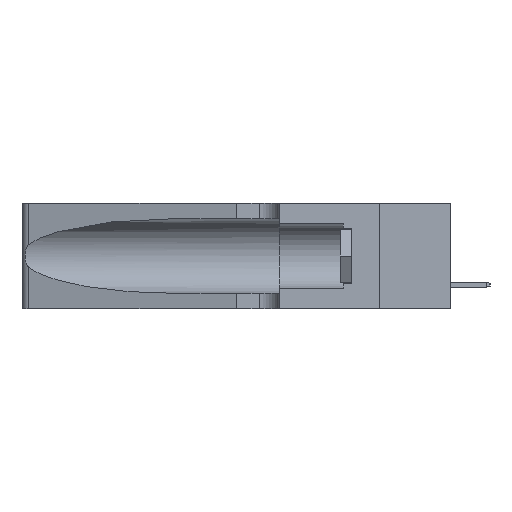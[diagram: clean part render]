
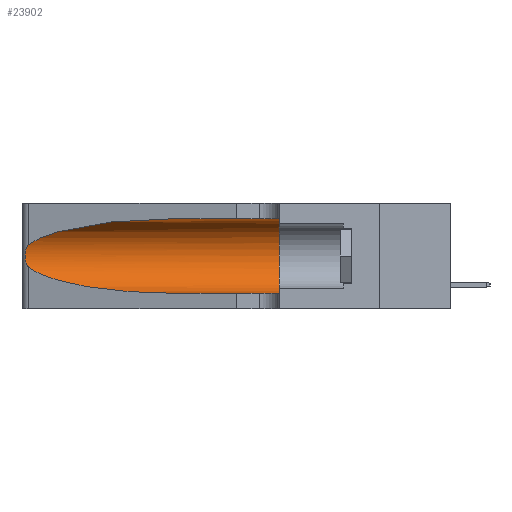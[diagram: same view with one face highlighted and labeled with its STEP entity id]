
A CAD part, left-side view. The second image highlights one B-rep face of the part: STEP entity #23902.
In plain terms, the highlighted cylindrical face has radius 3.308 mm (diameter 6.617 mm), a partial arc.
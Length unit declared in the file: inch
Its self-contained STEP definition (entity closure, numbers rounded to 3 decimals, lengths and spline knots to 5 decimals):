
#116 = CARTESIAN_POINT ( 'NONE',  ( 0.26017, 1.23833, 0.17102 ) ) ;
#475 = EDGE_CURVE ( 'NONE', #10180, #13869, #25653, .T. ) ;
#1580 = LINE ( 'NONE', #5807, #4330 ) ;
#1829 = EDGE_CURVE ( 'NONE', #20725, #27557, #14220, .T. ) ;
#2672 = ORIENTED_EDGE ( 'NONE', *, *, #16630, .T. ) ;
#2721 = FACE_OUTER_BOUND ( 'NONE', #18023, .T. ) ;
#2946 = CARTESIAN_POINT ( 'NONE',  ( 0.18966, 0.96281, 0.31525 ) ) ;
#3134 = EDGE_CURVE ( 'NONE', #19723, #23116, #18304, .T. ) ;
#3167 = DIRECTION ( 'NONE',  ( 0., 1., 0. ) ) ;
#3303 = CARTESIAN_POINT ( 'NONE',  ( 0.25487, 1.22718, 0.14631 ) ) ;
#3409 = AXIS2_PLACEMENT_3D ( 'NONE', #13646, #23857, #15463 ) ;
#4059 = CARTESIAN_POINT ( 'NONE',  ( 0.25639, 1.23184, 0.21858 ) ) ;
#4207 = CARTESIAN_POINT ( 'NONE',  ( 0.1305, 0.72297, 0.05475 ) ) ;
#4246 = CARTESIAN_POINT ( 'NONE',  ( 0.1305, 0.35, 0.31525 ) ) ;
#4330 = VECTOR ( 'NONE', #24550, 39.37008 ) ;
#4610 = CARTESIAN_POINT ( 'NONE',  ( 0.25639, 1.23186, 0.15144 ) ) ;
#4835 = ORIENTED_EDGE ( 'NONE', *, *, #24057, .F. ) ;
#5111 = CYLINDRICAL_SURFACE ( 'NONE', #3409, 0.13025 ) ;
#5807 = CARTESIAN_POINT ( 'NONE',  ( 0.1305, 1.61858, 0.31525 ) ) ;
#6360 = ORIENTED_EDGE ( 'NONE', *, *, #17350, .T. ) ;
#7630 = ORIENTED_EDGE ( 'NONE', *, *, #475, .T. ) ;
#8110 = VECTOR ( 'NONE', #11664, 39.37008 ) ;
#8257 = CARTESIAN_POINT ( 'NONE',  ( 0.26018, 1.23835, 0.19895 ) ) ;
#8392 = CARTESIAN_POINT ( 'NONE',  ( 0.25854, 1.2359, 0.20912 ) ) ;
#8665 = CARTESIAN_POINT ( 'NONE',  ( 0.26075, 1.23896, 0.19203 ) ) ;
#9142 = CARTESIAN_POINT ( 'NONE',  ( 0.1305, 1.61858, 0.05475 ) ) ;
#10180 = VERTEX_POINT ( 'NONE', #10715 ) ;
#10715 = CARTESIAN_POINT ( 'NONE',  ( 0.1305, 0.72297, 0.31525 ) ) ;
#11570 = CARTESIAN_POINT ( 'NONE',  ( 0.18966, 0.96281, 0.05475 ) ) ;
#11664 = DIRECTION ( 'NONE',  ( 0., -1., 0. ) ) ;
#11998 = ORIENTED_EDGE ( 'NONE', *, *, #3134, .F. ) ;
#12121 = CARTESIAN_POINT ( 'NONE',  ( 0.1305, 0.35, 0.185 ) ) ;
#13013 = CARTESIAN_POINT ( 'NONE',  ( 0.25487, 1.22718, 0.22369 ) ) ;
#13644 = CARTESIAN_POINT ( 'NONE',  ( 0.25487, 1.22718, 0.14631 ) ) ;
#13646 = CARTESIAN_POINT ( 'NONE',  ( 0.1305, 1.61858, 0.185 ) ) ;
#13869 = VERTEX_POINT ( 'NONE', #16839 ) ;
#13940 = CARTESIAN_POINT ( 'NONE',  ( 0.2373, 1.15595, 0.08982 ) ) ;
#14220 =( BOUNDED_CURVE ( )  B_SPLINE_CURVE ( 3, ( #3303, #13940, #11570, #22465 ),
 .UNSPECIFIED., .F., .T. ) 
 B_SPLINE_CURVE_WITH_KNOTS ( ( 4, 4 ),
 ( 3.44316, 4.71239 ),
 .UNSPECIFIED. ) 
 CURVE ( )  GEOMETRIC_REPRESENTATION_ITEM ( )  RATIONAL_B_SPLINE_CURVE ( ( 1., 0.87, 0.87, 1. ) ) 
 REPRESENTATION_ITEM ( '' )  );
#15463 = DIRECTION ( 'NONE',  ( 0., 0., -1. ) ) ;
#16630 = EDGE_CURVE ( 'NONE', #27557, #23116, #17953, .T. ) ;
#16791 = CARTESIAN_POINT ( 'NONE',  ( 0.25555, 1.22993, 0.14849 ) ) ;
#16839 = CARTESIAN_POINT ( 'NONE',  ( 0.25487, 1.22718, 0.22369 ) ) ;
#17200 = CARTESIAN_POINT ( 'NONE',  ( 0.25856, 1.23593, 0.16098 ) ) ;
#17350 = EDGE_CURVE ( 'NONE', #13869, #20725, #25903, .T. ) ;
#17953 = LINE ( 'NONE', #9142, #8110 ) ;
#18023 = EDGE_LOOP ( 'NONE', ( #7630, #6360, #22924, #2672, #11998, #4835 ) ) ;
#18304 = CIRCLE ( 'NONE', #22308, 0.13025 ) ;
#19303 = CARTESIAN_POINT ( 'NONE',  ( 0.25555, 1.22994, 0.2215 ) ) ;
#19723 = VERTEX_POINT ( 'NONE', #4246 ) ;
#20241 = DIRECTION ( 'NONE',  ( 0., 0., 1. ) ) ;
#20725 = VERTEX_POINT ( 'NONE', #13644 ) ;
#20979 = CARTESIAN_POINT ( 'NONE',  ( 0.25487, 1.22718, 0.14631 ) ) ;
#21955 = CARTESIAN_POINT ( 'NONE',  ( 0.1305, 0.35, 0.05475 ) ) ;
#22116 = CARTESIAN_POINT ( 'NONE',  ( 0.1305, 0.72297, 0.31525 ) ) ;
#22249 = CARTESIAN_POINT ( 'NONE',  ( 0.25487, 1.22718, 0.22369 ) ) ;
#22308 = AXIS2_PLACEMENT_3D ( 'NONE', #12121, #3167, #20241 ) ;
#22465 = CARTESIAN_POINT ( 'NONE',  ( 0.1305, 0.72297, 0.05475 ) ) ;
#22924 = ORIENTED_EDGE ( 'NONE', *, *, #1829, .T. ) ;
#23116 = VERTEX_POINT ( 'NONE', #21955 ) ;
#23636 = CARTESIAN_POINT ( 'NONE',  ( 0.26075, 1.23896, 0.178 ) ) ;
#23773 = CARTESIAN_POINT ( 'NONE',  ( 0.25789, 1.23486, 0.15765 ) ) ;
#23857 = DIRECTION ( 'NONE',  ( 0., -1., 0. ) ) ;
#23902 = ADVANCED_FACE ( 'NONE', ( #2721 ), #5111, .F. ) ;
#24057 = EDGE_CURVE ( 'NONE', #10180, #19723, #1580, .T. ) ;
#24550 = DIRECTION ( 'NONE',  ( 0., -1., 0. ) ) ;
#25653 =( BOUNDED_CURVE ( )  B_SPLINE_CURVE ( 3, ( #22116, #2946, #26465, #22249 ),
 .UNSPECIFIED., .F., .T. ) 
 B_SPLINE_CURVE_WITH_KNOTS ( ( 4, 4 ),
 ( 1.5708, 2.84003 ),
 .UNSPECIFIED. ) 
 CURVE ( )  GEOMETRIC_REPRESENTATION_ITEM ( )  RATIONAL_B_SPLINE_CURVE ( ( 1., 0.87, 0.87, 1. ) ) 
 REPRESENTATION_ITEM ( '' )  );
#25871 = CARTESIAN_POINT ( 'NONE',  ( 0.25787, 1.23484, 0.2124 ) ) ;
#25903 = B_SPLINE_CURVE_WITH_KNOTS ( 'NONE', 3,
 ( #13013, #19303, #4059, #25871, #8392, #8257, #8665, #23636, #116, #17200, #23773, #4610, #16791, #20979 ),
 .UNSPECIFIED., .F., .F.,
 ( 4, 2, 2, 2, 2, 2, 4 ),
 ( 0., 0.00027, 0.00053, 0.00107, 0.0016, 0.00187, 0.00214 ),
 .UNSPECIFIED. ) ;
#26465 = CARTESIAN_POINT ( 'NONE',  ( 0.2373, 1.15595, 0.28018 ) ) ;
#27557 = VERTEX_POINT ( 'NONE', #4207 ) ;
